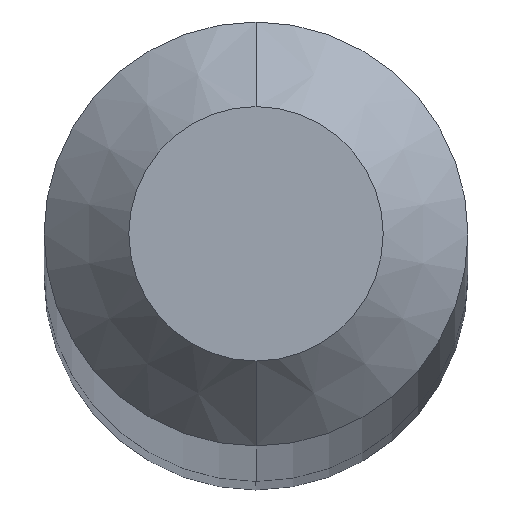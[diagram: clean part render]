
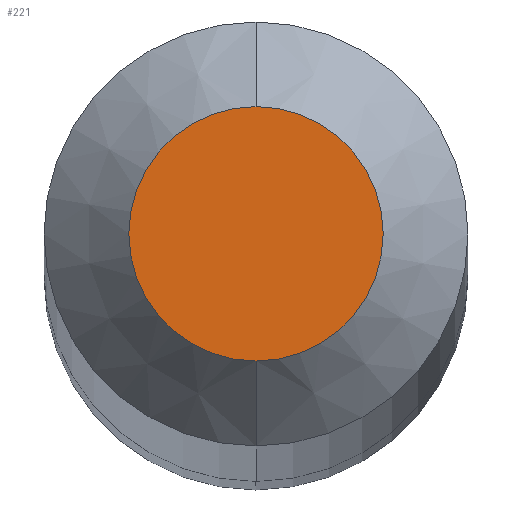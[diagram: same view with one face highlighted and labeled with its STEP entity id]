
A CAD part, top view. The second image highlights one B-rep face of the part: STEP entity #221.
In plain terms, the highlighted planar face has unit normal (0, 0, 1).
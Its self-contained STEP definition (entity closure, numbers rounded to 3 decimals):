
#9 = DIRECTION ( 'NONE',  ( 0., 1., 0. ) ) ;
#10 = CARTESIAN_POINT ( 'NONE',  ( 0., 0., 30. ) ) ;
#17 = ORIENTED_EDGE ( 'NONE', *, *, #21, .F. ) ;
#18 = PLANE ( 'NONE',  #86 ) ;
#21 = EDGE_CURVE ( 'NONE', #208, #227, #143, .T. ) ;
#34 = FACE_OUTER_BOUND ( 'NONE', #204, .T. ) ;
#86 = AXIS2_PLACEMENT_3D ( 'NONE', #276, #309, #202 ) ;
#97 = DIRECTION ( 'NONE',  ( 0., 0., -1. ) ) ;
#110 = AXIS2_PLACEMENT_3D ( 'NONE', #304, #97, #306 ) ;
#143 = CIRCLE ( 'NONE', #333, 0.15 ) ;
#149 = CARTESIAN_POINT ( 'NONE',  ( 0., -0.15, 30. ) ) ;
#196 = DIRECTION ( 'NONE',  ( 0., 0., -1. ) ) ;
#202 = DIRECTION ( 'NONE',  ( 0., 1., 0. ) ) ;
#204 = EDGE_LOOP ( 'NONE', ( #266, #17 ) ) ;
#208 = VERTEX_POINT ( 'NONE', #149 ) ;
#221 = ADVANCED_FACE ( 'NONE', ( #34 ), #18, .F. ) ;
#227 = VERTEX_POINT ( 'NONE', #251 ) ;
#251 = CARTESIAN_POINT ( 'NONE',  ( 0., 0.15, 30. ) ) ;
#266 = ORIENTED_EDGE ( 'NONE', *, *, #269, .F. ) ;
#269 = EDGE_CURVE ( 'NONE', #227, #208, #294, .T. ) ;
#276 = CARTESIAN_POINT ( 'NONE',  ( 0., 0., 30. ) ) ;
#294 = CIRCLE ( 'NONE', #110, 0.15 ) ;
#304 = CARTESIAN_POINT ( 'NONE',  ( 0., 0., 30. ) ) ;
#306 = DIRECTION ( 'NONE',  ( 0., 1., 0. ) ) ;
#309 = DIRECTION ( 'NONE',  ( 0., 0., -1. ) ) ;
#333 = AXIS2_PLACEMENT_3D ( 'NONE', #10, #196, #9 ) ;
